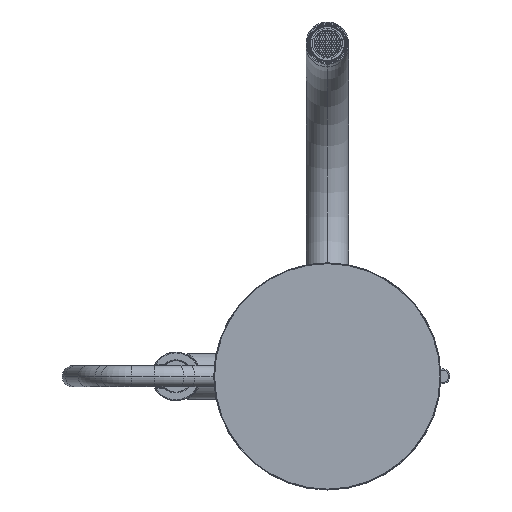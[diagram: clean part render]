
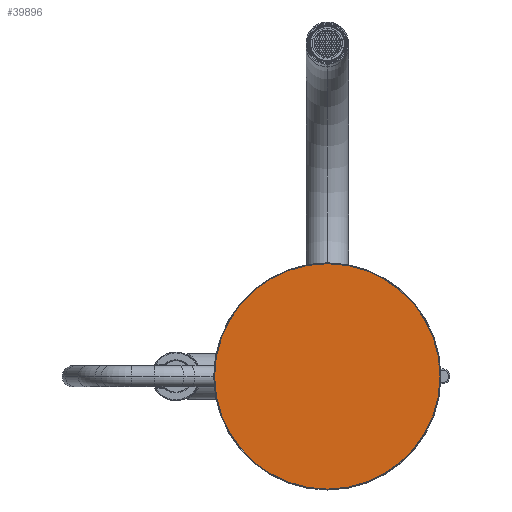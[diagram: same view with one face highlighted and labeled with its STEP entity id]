
A CAD part, front view. The second image highlights one B-rep face of the part: STEP entity #39896.
In plain terms, the highlighted planar face has unit normal (0, -1, 0).
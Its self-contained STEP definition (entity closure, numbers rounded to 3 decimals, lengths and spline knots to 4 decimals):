
#13879=CARTESIAN_POINT('',(0.,-27.0079,0.));
#13880=DIRECTION('',(0.,1.,0.));
#13881=DIRECTION('',(0.,0.,-1.));
#13882=AXIS2_PLACEMENT_3D('',#13879,#13880,#13881);
#13926=CARTESIAN_POINT('',(0.,-27.0079,0.));
#13927=DIRECTION('',(0.,-1.,0.));
#13928=DIRECTION('',(0.,0.,-1.));
#13929=AXIS2_PLACEMENT_3D('',#13926,#13927,#13928);
#26922=CARTESIAN_POINT('',(0.,-27.0079,-2.9291));
#26923=CARTESIAN_POINT('',(0.,-27.0079,2.9291));
#26924=VERTEX_POINT('',#26922);
#26925=VERTEX_POINT('',#26923);
#39887=CARTESIAN_POINT('',(0.,-27.0079,0.));
#39888=DIRECTION('',(0.,1.,0.));
#39889=DIRECTION('',(0.,0.,-1.));
#39890=AXIS2_PLACEMENT_3D('',#39887,#39888,#39889);
#39891=PLANE('',#39890);
#39892=ORIENTED_EDGE('',*,*,#39873,.F.);
#39893=ORIENTED_EDGE('',*,*,#39831,.T.);
#39894=EDGE_LOOP('',(#39892,#39893));
#39895=FACE_OUTER_BOUND('',#39894,.F.);
#13883=CIRCLE('',#13882,2.9291);
#13930=CIRCLE('',#13929,2.9291);
#39831=EDGE_CURVE('',#26924,#26925,#13883,.T.);
#39873=EDGE_CURVE('',#26924,#26925,#13930,.T.);
#39896=ADVANCED_FACE('',(#39895),#39891,.F.);
